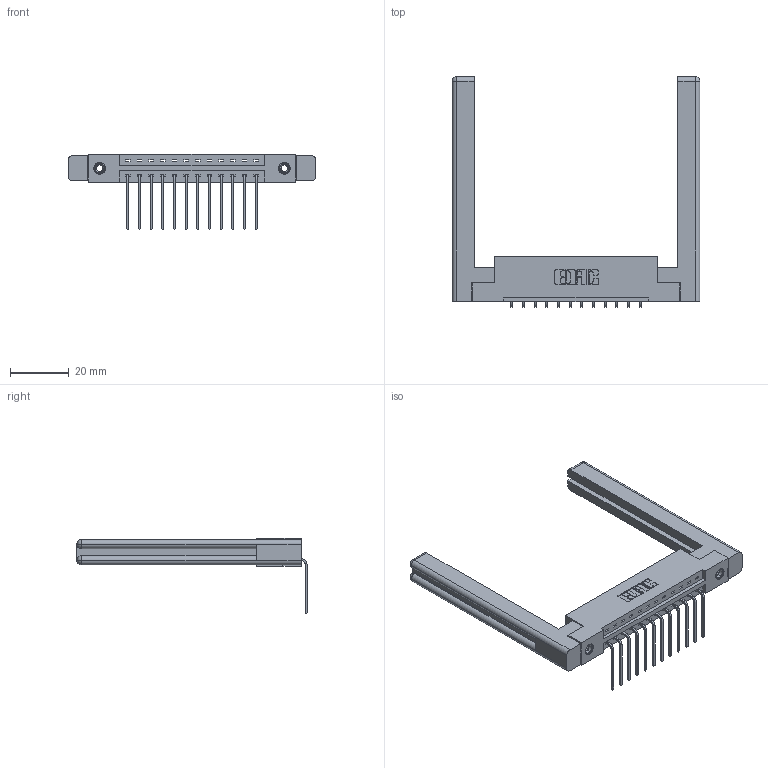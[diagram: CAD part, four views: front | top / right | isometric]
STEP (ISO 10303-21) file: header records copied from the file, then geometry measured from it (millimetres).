
FILE_DESCRIPTION (( 'STEP AP203' ), '1' );
FILE_NAME ('337-012-559-158.STEP', '2019-09-28T01:01:37', ( '' ), ( '' ), 'SwSTEP 2.0', 'SolidWorks 2016', '' );
FILE_SCHEMA (( 'CONFIG_CONTROL_DESIGN' ));
Length unit declared in the file: inch
Products named in the file (5): 345-250-001_345-250-001-102; 345-292-001_558 559 Tail - 1; 337-012-559-158; 307-220-058; 337 Part_Flush Mounting Lugs - 0.156 Dia-TI
Assembly tree (17 placements, depth 2):
  337-012-559-158
    337 Part_Flush Mounting Lugs - 0.156 Dia-TI
    345-292-001_558 559 Tail - 1  x12
    345-250-001_345-250-001-102  x2
    307-220-058  x2
Bounding box: 84.18 x 78.17 x 25.53 mm (x, y, z)
Volume: 15575.4 mm3; surface area: 13986 mm2
Topology: 17 solids, 17 shells, 1024 faces, 2993 edges, 1966 vertices
Faces by surface type: plane 730, cylinder 270, cone 12, torus 12
Entity records: 15518 total; most frequent: CARTESIAN_POINT 2701, ORIENTED_EDGE 2588, DIRECTION 2354, EDGE_CURVE 1294, LINE 1118, VECTOR 1118, VERTEX_POINT 854, AXIS2_PLACEMENT_3D 618
